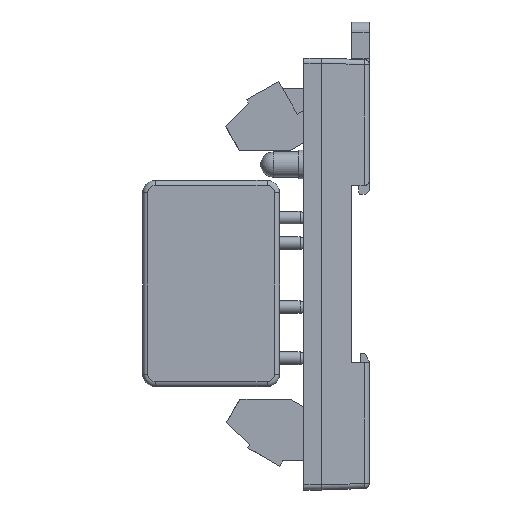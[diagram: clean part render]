
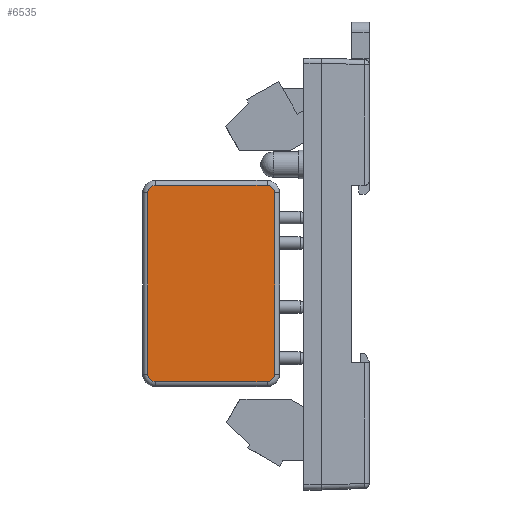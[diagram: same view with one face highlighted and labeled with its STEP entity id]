
A CAD part, left-side view. The second image highlights one B-rep face of the part: STEP entity #6535.
In plain terms, the highlighted face is planar.
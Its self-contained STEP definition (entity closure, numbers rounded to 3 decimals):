
#128 = CIRCLE ( 'NONE', #11543, 1.5 ) ;
#385 = DIRECTION ( 'NONE',  ( 0., 0., 1. ) ) ;
#485 = VECTOR ( 'NONE', #8997, 1000. ) ;
#776 = CARTESIAN_POINT ( 'NONE',  ( -19.5, -13.6, 8. ) ) ;
#904 = VECTOR ( 'NONE', #11651, 1000. ) ;
#941 = EDGE_CURVE ( 'NONE', #6851, #1132, #128, .T. ) ;
#1132 = VERTEX_POINT ( 'NONE', #6620 ) ;
#1349 = CIRCLE ( 'NONE', #15295, 1.5 ) ;
#1389 = ORIENTED_EDGE ( 'NONE', *, *, #3611, .T. ) ;
#1902 = DIRECTION ( 'NONE',  ( 1., 0., 0. ) ) ;
#2620 = CARTESIAN_POINT ( 'NONE',  ( -19.5, -11.1, 8. ) ) ;
#2836 = VERTEX_POINT ( 'NONE', #2620 ) ;
#3070 = DIRECTION ( 'NONE',  ( 0., -1., 0. ) ) ;
#3252 = ORIENTED_EDGE ( 'NONE', *, *, #941, .F. ) ;
#3611 = EDGE_CURVE ( 'NONE', #13975, #8497, #15378, .T. ) ;
#3962 = AXIS2_PLACEMENT_3D ( 'NONE', #11607, #10341, #1902 ) ;
#4150 = CARTESIAN_POINT ( 'NONE',  ( -20.5, 12.6, 8. ) ) ;
#4217 = LINE ( 'NONE', #7794, #4222 ) ;
#4222 = VECTOR ( 'NONE', #12412, 1000. ) ;
#4290 = VERTEX_POINT ( 'NONE', #7172 ) ;
#4309 = CARTESIAN_POINT ( 'NONE',  ( -18., -12.6, 8. ) ) ;
#4403 = DIRECTION ( 'NONE',  ( 1., 0., 0. ) ) ;
#4580 = EDGE_CURVE ( 'NONE', #4290, #14196, #10824, .T. ) ;
#4903 = CARTESIAN_POINT ( 'NONE',  ( 0., 0., 8. ) ) ;
#5023 = AXIS2_PLACEMENT_3D ( 'NONE', #4903, #385, #14611 ) ;
#5607 = LINE ( 'NONE', #776, #13699 ) ;
#5754 = CARTESIAN_POINT ( 'NONE',  ( 20.5, -12.6, 8. ) ) ;
#6535 = ADVANCED_FACE ( 'NONE', ( #13494 ), #14838, .T. ) ;
#6546 = EDGE_LOOP ( 'NONE', ( #15593, #13487, #3252, #10271, #7227, #1389, #13239, #7987 ) ) ;
#6620 = CARTESIAN_POINT ( 'NONE',  ( -18., 12.6, 8. ) ) ;
#6851 = VERTEX_POINT ( 'NONE', #13300 ) ;
#6950 = EDGE_CURVE ( 'NONE', #4290, #1132, #12499, .T. ) ;
#6991 = CARTESIAN_POINT ( 'NONE',  ( 18., -11.1, 8. ) ) ;
#7172 = CARTESIAN_POINT ( 'NONE',  ( 18., 12.6, 8. ) ) ;
#7227 = ORIENTED_EDGE ( 'NONE', *, *, #11052, .F. ) ;
#7463 = EDGE_CURVE ( 'NONE', #14045, #8497, #10906, .T. ) ;
#7794 = CARTESIAN_POINT ( 'NONE',  ( 19.5, 13.6, 8. ) ) ;
#7987 = ORIENTED_EDGE ( 'NONE', *, *, #11383, .T. ) ;
#8497 = VERTEX_POINT ( 'NONE', #11144 ) ;
#8827 = CARTESIAN_POINT ( 'NONE',  ( 19.5, 11.1, 8. ) ) ;
#8997 = DIRECTION ( 'NONE',  ( -1., 0., 0. ) ) ;
#9234 = CARTESIAN_POINT ( 'NONE',  ( 19.5, -11.1, 8. ) ) ;
#9602 = EDGE_CURVE ( 'NONE', #6851, #2836, #5607, .T. ) ;
#10271 = ORIENTED_EDGE ( 'NONE', *, *, #9602, .T. ) ;
#10341 = DIRECTION ( 'NONE',  ( 0., 0., -1. ) ) ;
#10455 = CARTESIAN_POINT ( 'NONE',  ( -18., 11.1, 8. ) ) ;
#10824 = CIRCLE ( 'NONE', #3962, 1.5 ) ;
#10906 = CIRCLE ( 'NONE', #14195, 1.5 ) ;
#11052 = EDGE_CURVE ( 'NONE', #13975, #2836, #1349, .T. ) ;
#11144 = CARTESIAN_POINT ( 'NONE',  ( 18., -12.6, 8. ) ) ;
#11383 = EDGE_CURVE ( 'NONE', #14045, #14196, #4217, .T. ) ;
#11543 = AXIS2_PLACEMENT_3D ( 'NONE', #10455, #15288, #4403 ) ;
#11607 = CARTESIAN_POINT ( 'NONE',  ( 18., 11.1, 8. ) ) ;
#11651 = DIRECTION ( 'NONE',  ( 1., 0., 0. ) ) ;
#11843 = DIRECTION ( 'NONE',  ( 0., 0., -1. ) ) ;
#12412 = DIRECTION ( 'NONE',  ( 0., 1., 0. ) ) ;
#12499 = LINE ( 'NONE', #4150, #485 ) ;
#12956 = DIRECTION ( 'NONE',  ( 1., 0., 0. ) ) ;
#13158 = CARTESIAN_POINT ( 'NONE',  ( -18., -11.1, 8. ) ) ;
#13239 = ORIENTED_EDGE ( 'NONE', *, *, #7463, .F. ) ;
#13300 = CARTESIAN_POINT ( 'NONE',  ( -19.5, 11.1, 8. ) ) ;
#13322 = DIRECTION ( 'NONE',  ( 0., 0., -1. ) ) ;
#13487 = ORIENTED_EDGE ( 'NONE', *, *, #6950, .T. ) ;
#13494 = FACE_OUTER_BOUND ( 'NONE', #6546, .T. ) ;
#13699 = VECTOR ( 'NONE', #3070, 1000. ) ;
#13975 = VERTEX_POINT ( 'NONE', #4309 ) ;
#14045 = VERTEX_POINT ( 'NONE', #9234 ) ;
#14195 = AXIS2_PLACEMENT_3D ( 'NONE', #6991, #11843, #12956 ) ;
#14196 = VERTEX_POINT ( 'NONE', #8827 ) ;
#14611 = DIRECTION ( 'NONE',  ( 1., 0., 0. ) ) ;
#14750 = DIRECTION ( 'NONE',  ( 1., 0., 0. ) ) ;
#14838 = PLANE ( 'NONE',  #5023 ) ;
#15288 = DIRECTION ( 'NONE',  ( 0., 0., -1. ) ) ;
#15295 = AXIS2_PLACEMENT_3D ( 'NONE', #13158, #13322, #14750 ) ;
#15378 = LINE ( 'NONE', #5754, #904 ) ;
#15593 = ORIENTED_EDGE ( 'NONE', *, *, #4580, .F. ) ;
